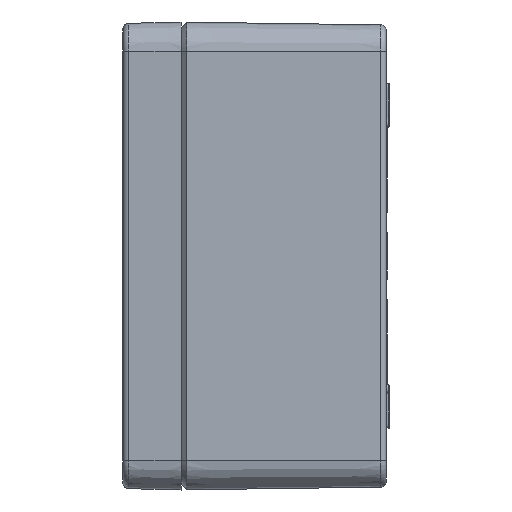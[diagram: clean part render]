
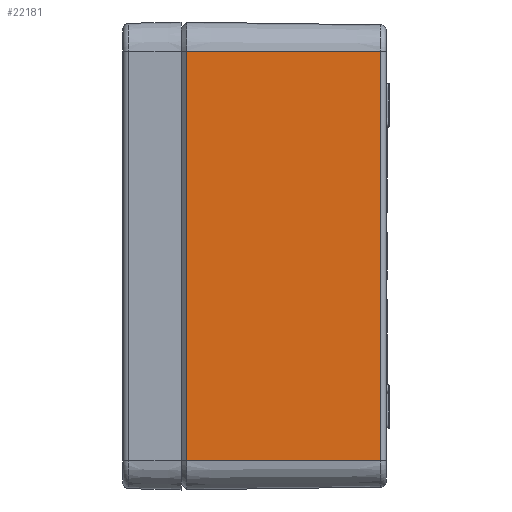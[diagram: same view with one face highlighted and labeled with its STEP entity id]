
A CAD part, left-side view. The second image highlights one B-rep face of the part: STEP entity #22181.
In plain terms, the highlighted planar face has unit normal (-1, -0.014, 0).
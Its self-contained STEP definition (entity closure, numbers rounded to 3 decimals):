
#1440 = VERTEX_POINT ( 'NONE', #61898 ) ;
#1978 = LINE ( 'NONE', #35392, #77663 ) ;
#6810 = LINE ( 'NONE', #65673, #9113 ) ;
#9113 = VECTOR ( 'NONE', #14458, 1000. ) ;
#14458 = DIRECTION ( 'NONE',  ( 0., 0., -1. ) ) ;
#17318 = VECTOR ( 'NONE', #73904, 1000. ) ;
#17607 = VERTEX_POINT ( 'NONE', #70115 ) ;
#20549 = ORIENTED_EDGE ( 'NONE', *, *, #39262, .T. ) ;
#22181 = ADVANCED_FACE ( 'NONE', ( #46936 ), #31737, .T. ) ;
#22571 = CARTESIAN_POINT ( 'NONE',  ( -180., 2., 70. ) ) ;
#27158 = EDGE_CURVE ( 'NONE', #61634, #74914, #6810, .T. ) ;
#27518 = CARTESIAN_POINT ( 'NONE',  ( -179.026, -68.225, 70. ) ) ;
#28054 = DIRECTION ( 'NONE',  ( -0.014, 1., 0. ) ) ;
#31737 = PLANE ( 'NONE',  #54233 ) ;
#35392 = CARTESIAN_POINT ( 'NONE',  ( -180., 2., -70. ) ) ;
#39124 = DIRECTION ( 'NONE',  ( -1., -0.014, 0. ) ) ;
#39262 = EDGE_CURVE ( 'NONE', #1440, #61634, #93107, .T. ) ;
#42304 = CARTESIAN_POINT ( 'NONE',  ( -179.947, -1.8, -70. ) ) ;
#44474 = ORIENTED_EDGE ( 'NONE', *, *, #27158, .T. ) ;
#45215 = ORIENTED_EDGE ( 'NONE', *, *, #51294, .T. ) ;
#46936 = FACE_OUTER_BOUND ( 'NONE', #69219, .T. ) ;
#51294 = EDGE_CURVE ( 'NONE', #17607, #1440, #64487, .T. ) ;
#54233 = AXIS2_PLACEMENT_3D ( 'NONE', #81837, #39124, #90474 ) ;
#54544 = EDGE_CURVE ( 'NONE', #17607, #74914, #1978, .T. ) ;
#56674 = DIRECTION ( 'NONE',  ( 0., 0., 1. ) ) ;
#61634 = VERTEX_POINT ( 'NONE', #80490 ) ;
#61898 = CARTESIAN_POINT ( 'NONE',  ( -179.026, -68.225, 70. ) ) ;
#62197 = VECTOR ( 'NONE', #56674, 1000. ) ;
#64487 = LINE ( 'NONE', #27518, #62197 ) ;
#65673 = CARTESIAN_POINT ( 'NONE',  ( -179.947, -1.8, -70. ) ) ;
#69219 = EDGE_LOOP ( 'NONE', ( #69445, #45215, #20549, #44474 ) ) ;
#69445 = ORIENTED_EDGE ( 'NONE', *, *, #54544, .F. ) ;
#70115 = CARTESIAN_POINT ( 'NONE',  ( -179.026, -68.225, -70. ) ) ;
#73904 = DIRECTION ( 'NONE',  ( -0.014, 1., 0. ) ) ;
#74914 = VERTEX_POINT ( 'NONE', #42304 ) ;
#77663 = VECTOR ( 'NONE', #28054, 1000. ) ;
#80490 = CARTESIAN_POINT ( 'NONE',  ( -179.947, -1.8, 70. ) ) ;
#81837 = CARTESIAN_POINT ( 'NONE',  ( -180., 2., -70. ) ) ;
#90474 = DIRECTION ( 'NONE',  ( 0.014, -1., 0. ) ) ;
#93107 = LINE ( 'NONE', #22571, #17318 ) ;
